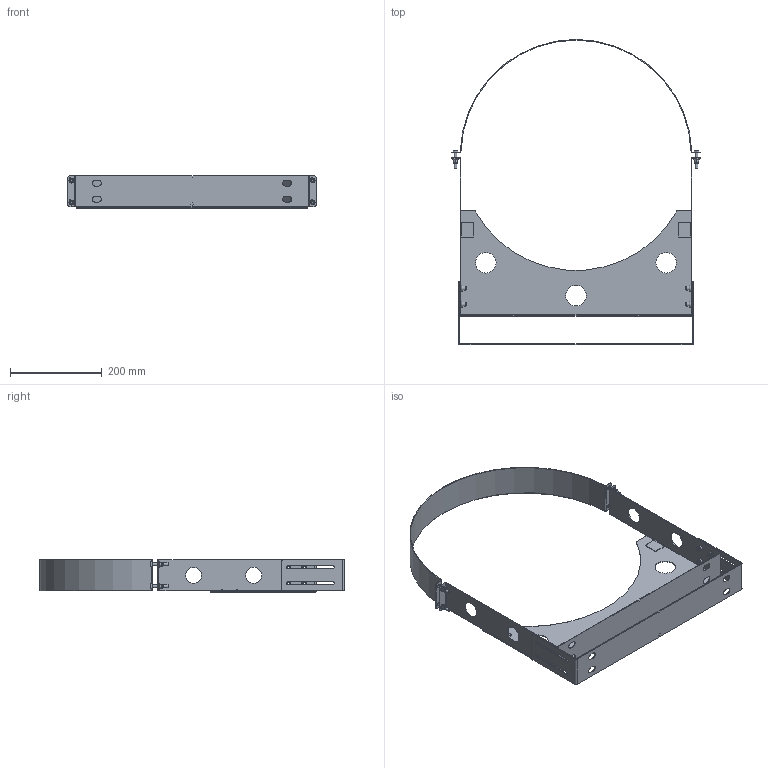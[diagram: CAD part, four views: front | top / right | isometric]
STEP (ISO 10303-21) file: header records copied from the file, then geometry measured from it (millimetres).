
FILE_DESCRIPTION(/* description */ ('Fäste mot rör'),/* implementation_level */ '2;1');
FILE_NAME(/* name */ 'HKSH-07.stp',/* time_stamp */ '2015-02-24T10:15:58+01:00',/* author */ ('CAD'),/* organization */ (''),/* preprocessor_version */ 'ST-DEVELOPER v15.6',/* originating_system */ 'Autodesk Inventor 2015',/* authorisation */ '');
FILE_SCHEMA (('AUTOMOTIVE_DESIGN { 1 0 10303 214 3 1 1 }'));
Length unit declared in the file: millimetre
Products named in the file (8): HKSH-AA-07; Blindnitmutter-23308060300-colly; HKSH-AC-07; HKSH-AB-07; HKSH-AD-07; DIN 931-1 - M6 x 35; BlindnitmutterM6; HKSH-07
Assembly tree (20 placements, depth 3):
  HKSH-07
    HKSH-AC-07
      HKSH-AA-07
      Blindnitmutter-23308060300-colly  x8
    HKSH-AB-07
    HKSH-AD-07
    DIN 931-1 - M6 x 35  x4
    BlindnitmutterM6  x4
Bounding box: 543 x 666.5 x 71 mm (x, y, z)
Volume: 421759.4 mm3; surface area: 543011.7 mm2
Topology: 19 solids, 19 shells, 763 faces, 1747 edges, 1038 vertices
Faces by surface type: cylinder 308, cone 228, plane 211, torus 16
Full cylindrical faces by diameter (mm): 4.917 x48, 6 x52, 6.5 x4, 7.2 x8, 8.9 x4, 9 x16, 9.5 x12, 11 x8, 35 x4, 45 x3
Entity records: 9656 total; most frequent: DIRECTION 1678, CARTESIAN_POINT 1550, ORIENTED_EDGE 1426, EDGE_CURVE 713, AXIS2_PLACEMENT_3D 625, EDGE_LOOP 462, VERTEX_POINT 461, LINE 428
